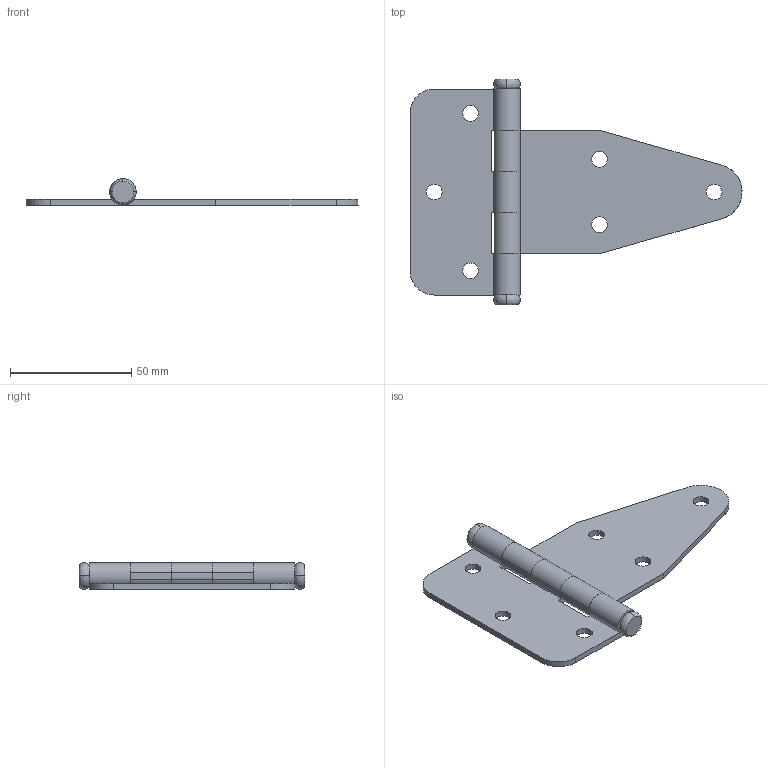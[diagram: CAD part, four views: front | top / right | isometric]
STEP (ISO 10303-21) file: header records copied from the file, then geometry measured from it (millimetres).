
FILE_DESCRIPTION(/* description */ (''),/* implementation_level */ '2;1');
FILE_NAME(/* name */ 'JL115',/* time_stamp */ '2024-10-15T13:55:51+08:00',/* author */ (''),/* organization */ (''),/* preprocessor_version */ 'ST-DEVELOPER v19.2',/* originating_system */ 'Rhino 8.5',/* authorisation */ '');
FILE_SCHEMA (('CONFIG_CONTROL_DESIGN'));
Length unit declared in the file: millimetre
Products named in the file (1): Document
Bounding box: 136.99 x 93 x 10.99 mm (x, y, z)
Volume: 25729.3 mm3; surface area: 22416.7 mm2
Topology: 3 solids, 3 shells, 64 faces, 160 edges, 104 vertices
Faces by surface type: plane 30, cylinder 25, bspline 9
Entity records: 2229 total; most frequent: CARTESIAN_POINT 741, ORIENTED_EDGE 320, DIRECTION 205, EDGE_CURVE 160, AXIS2_PLACEMENT_3D 129, VERTEX_POINT 104, EDGE_LOOP 78, TRIMMED_CURVE 74
